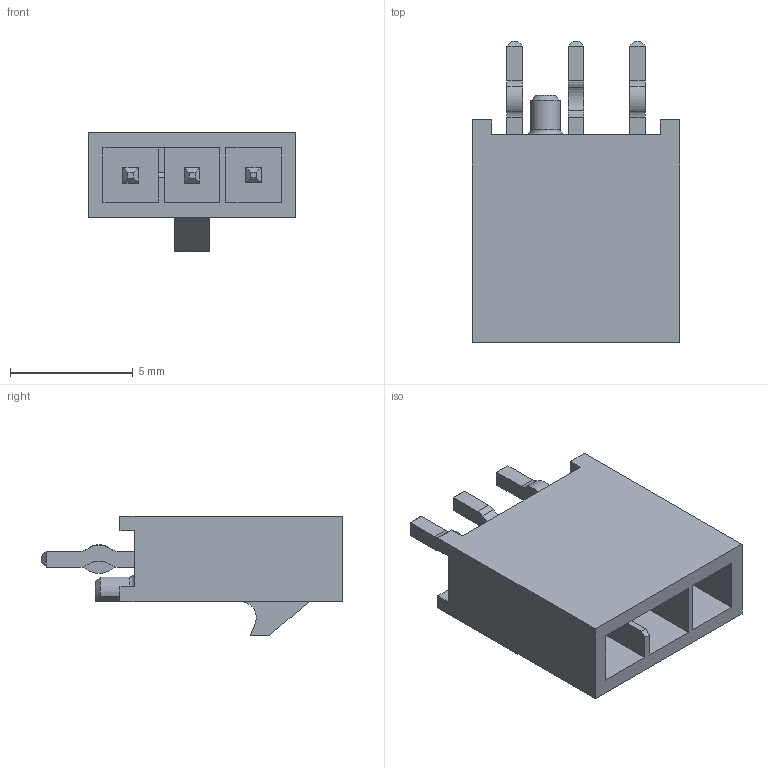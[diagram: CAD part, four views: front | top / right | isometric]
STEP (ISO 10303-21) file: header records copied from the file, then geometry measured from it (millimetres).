
FILE_DESCRIPTION(/* description */ ('Unknown'),/* implementation_level */ '2;1');
FILE_NAME(/* name */ '626003120101',/* time_stamp */ '2023-11-10T11:53:57+01:00',/* author */ ('Unknown'),/* organization */ ('Unknown'),/* preprocessor_version */ 'ST-DEVELOPER v18.102',/* originating_system */ 'Solid Edge',/* authorisation */ 'Unknown');
FILE_SCHEMA (('AUTOMOTIVE_DESIGN {1 0 10303 214 3 1 1}'));
Length unit declared in the file: millimetre
Products named in the file (3): 6260xx120101; 626003120101; 6260xx120101_PIN2
Assembly tree (4 placements, depth 2):
  6260xx120101
    626003120101
    6260xx120101_PIN2  x3
Bounding box: 8.44 x 12.26 x 4.88 mm (x, y, z)
Volume: 156.4 mm3; surface area: 563.9 mm2
Topology: 4 solids, 4 shells, 145 faces, 365 edges, 235 vertices
Faces by surface type: plane 123, cylinder 20, cone 1, torus 1
Entity records: 3133 total; most frequent: CARTESIAN_POINT 558, ORIENTED_EDGE 522, DIRECTION 485, EDGE_CURVE 261, LINE 237, VECTOR 237, VERTEX_POINT 171, AXIS2_PLACEMENT_3D 124
